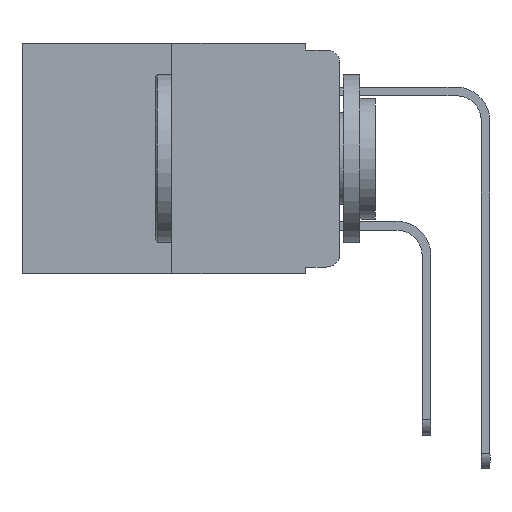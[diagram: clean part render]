
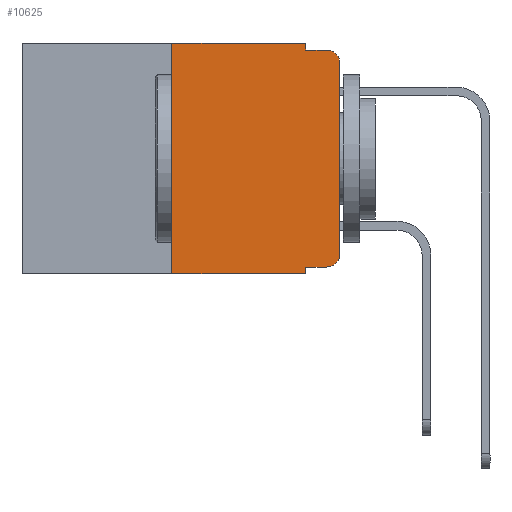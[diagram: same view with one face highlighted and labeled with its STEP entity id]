
A CAD part, left-side view. The second image highlights one B-rep face of the part: STEP entity #10625.
In plain terms, the highlighted planar face has unit normal (-1, 0, 0).
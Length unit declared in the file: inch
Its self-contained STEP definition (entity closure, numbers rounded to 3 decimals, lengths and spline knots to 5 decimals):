
#546 = EDGE_CURVE ( 'NONE', #8820, #6684, #6841, .T. ) ;
#628 = VERTEX_POINT ( 'NONE', #8027 ) ;
#925 = CARTESIAN_POINT ( 'NONE',  ( 0., 0., -0.03 ) ) ;
#1061 = VERTEX_POINT ( 'NONE', #9294 ) ;
#1077 = DIRECTION ( 'NONE',  ( -1., 0., 0. ) ) ;
#1493 = VECTOR ( 'NONE', #9536, 39.37008 ) ;
#1669 = EDGE_CURVE ( 'NONE', #9670, #2815, #4192, .T. ) ;
#1799 = DIRECTION ( 'NONE',  ( 0., -1., 0. ) ) ;
#2172 = VECTOR ( 'NONE', #5138, 39.37008 ) ;
#2283 = LINE ( 'NONE', #6074, #2172 ) ;
#2285 = AXIS2_PLACEMENT_3D ( 'NONE', #2823, #7668, #4934 ) ;
#2295 = CARTESIAN_POINT ( 'NONE',  ( 0., 0.051, -0.343 ) ) ;
#2588 = DIRECTION ( 'NONE',  ( 0., 0., 1. ) ) ;
#2775 = VERTEX_POINT ( 'NONE', #5020 ) ;
#2815 = VERTEX_POINT ( 'NONE', #10301 ) ;
#2823 = CARTESIAN_POINT ( 'NONE',  ( 0., 0.473, 0. ) ) ;
#2874 = EDGE_CURVE ( 'NONE', #628, #2815, #2283, .T. ) ;
#2995 = FACE_OUTER_BOUND ( 'NONE', #7214, .T. ) ;
#3143 = ORIENTED_EDGE ( 'NONE', *, *, #1669, .T. ) ;
#3601 = ORIENTED_EDGE ( 'NONE', *, *, #546, .F. ) ;
#3617 = CARTESIAN_POINT ( 'NONE',  ( 0., 0.25, 0. ) ) ;
#3750 = CARTESIAN_POINT ( 'NONE',  ( 0., 0.473, -0.343 ) ) ;
#4192 = CIRCLE ( 'NONE', #9554, 0.02 ) ;
#4686 = VERTEX_POINT ( 'NONE', #3617 ) ;
#4934 = DIRECTION ( 'NONE',  ( 0., 0., -1. ) ) ;
#4938 = DIRECTION ( 'NONE',  ( -1., 0., 0. ) ) ;
#5020 = CARTESIAN_POINT ( 'NONE',  ( 0., 0., -0.313 ) ) ;
#5028 = ORIENTED_EDGE ( 'NONE', *, *, #5591, .F. ) ;
#5104 = CARTESIAN_POINT ( 'NONE',  ( 0., 0.051, 0. ) ) ;
#5135 = VECTOR ( 'NONE', #7119, 39.37008 ) ;
#5138 = DIRECTION ( 'NONE',  ( 0., -1., 0. ) ) ;
#5164 = CARTESIAN_POINT ( 'NONE',  ( 0., 0., 0. ) ) ;
#5190 = LINE ( 'NONE', #10866, #11711 ) ;
#5425 = EDGE_CURVE ( 'NONE', #4686, #5773, #5190, .T. ) ;
#5455 = EDGE_CURVE ( 'NONE', #5773, #628, #10805, .T. ) ;
#5591 = EDGE_CURVE ( 'NONE', #1061, #4686, #7485, .T. ) ;
#5651 = CARTESIAN_POINT ( 'NONE',  ( 0., 0.051, -0.333 ) ) ;
#5751 = EDGE_CURVE ( 'NONE', #9958, #2775, #9517, .T. ) ;
#5773 = VERTEX_POINT ( 'NONE', #6853 ) ;
#6007 = ORIENTED_EDGE ( 'NONE', *, *, #6374, .T. ) ;
#6037 = LINE ( 'NONE', #5164, #6523 ) ;
#6074 = CARTESIAN_POINT ( 'NONE',  ( 0., 0.051, -0.01 ) ) ;
#6374 = EDGE_CURVE ( 'NONE', #2775, #9670, #6037, .T. ) ;
#6523 = VECTOR ( 'NONE', #11843, 39.37008 ) ;
#6684 = VERTEX_POINT ( 'NONE', #2295 ) ;
#6841 = LINE ( 'NONE', #5104, #9980 ) ;
#6848 = PLANE ( 'NONE',  #2285 ) ;
#6853 = CARTESIAN_POINT ( 'NONE',  ( 0., 0.051, 0. ) ) ;
#6899 = ORIENTED_EDGE ( 'NONE', *, *, #5455, .F. ) ;
#6929 = VECTOR ( 'NONE', #2588, 39.37008 ) ;
#7041 = ORIENTED_EDGE ( 'NONE', *, *, #5751, .T. ) ;
#7119 = DIRECTION ( 'NONE',  ( 0., 0., -1. ) ) ;
#7214 = EDGE_LOOP ( 'NONE', ( #6007, #3143, #11399, #6899, #9778, #5028, #12180, #3601, #7914, #7041 ) ) ;
#7453 = LINE ( 'NONE', #5651, #7667 ) ;
#7485 = LINE ( 'NONE', #10307, #6929 ) ;
#7667 = VECTOR ( 'NONE', #1799, 39.37008 ) ;
#7668 = DIRECTION ( 'NONE',  ( 1., 0., 0. ) ) ;
#7733 = CARTESIAN_POINT ( 'NONE',  ( 0., 0.02, -0.313 ) ) ;
#7914 = ORIENTED_EDGE ( 'NONE', *, *, #11726, .T. ) ;
#7916 = AXIS2_PLACEMENT_3D ( 'NONE', #7733, #4938, #8725 ) ;
#7938 = CARTESIAN_POINT ( 'NONE',  ( 0., 0.02, -0.333 ) ) ;
#8027 = CARTESIAN_POINT ( 'NONE',  ( 0., 0.051, -0.01 ) ) ;
#8725 = DIRECTION ( 'NONE',  ( 0., 0., -1. ) ) ;
#8820 = VERTEX_POINT ( 'NONE', #9300 ) ;
#8857 = CARTESIAN_POINT ( 'NONE',  ( 0., 0.051, 0. ) ) ;
#8891 = DIRECTION ( 'NONE',  ( 0., 0., -1. ) ) ;
#9294 = CARTESIAN_POINT ( 'NONE',  ( 0., 0.25, -0.343 ) ) ;
#9300 = CARTESIAN_POINT ( 'NONE',  ( 0., 0.051, -0.333 ) ) ;
#9517 = CIRCLE ( 'NONE', #7916, 0.02 ) ;
#9536 = DIRECTION ( 'NONE',  ( 0., -1., 0. ) ) ;
#9554 = AXIS2_PLACEMENT_3D ( 'NONE', #12283, #1077, #10468 ) ;
#9670 = VERTEX_POINT ( 'NONE', #925 ) ;
#9778 = ORIENTED_EDGE ( 'NONE', *, *, #5425, .F. ) ;
#9958 = VERTEX_POINT ( 'NONE', #7938 ) ;
#9980 = VECTOR ( 'NONE', #8891, 39.37008 ) ;
#10301 = CARTESIAN_POINT ( 'NONE',  ( 0., 0.02, -0.01 ) ) ;
#10307 = CARTESIAN_POINT ( 'NONE',  ( 0., 0.25, 0. ) ) ;
#10468 = DIRECTION ( 'NONE',  ( 0., 0., -1. ) ) ;
#10593 = LINE ( 'NONE', #3750, #1493 ) ;
#10625 = ADVANCED_FACE ( 'NONE', ( #2995 ), #6848, .F. ) ;
#10710 = EDGE_CURVE ( 'NONE', #1061, #6684, #10593, .T. ) ;
#10805 = LINE ( 'NONE', #8857, #5135 ) ;
#10866 = CARTESIAN_POINT ( 'NONE',  ( 0., 0.473, 0. ) ) ;
#10925 = DIRECTION ( 'NONE',  ( 0., -1., 0. ) ) ;
#11399 = ORIENTED_EDGE ( 'NONE', *, *, #2874, .F. ) ;
#11711 = VECTOR ( 'NONE', #10925, 39.37008 ) ;
#11726 = EDGE_CURVE ( 'NONE', #8820, #9958, #7453, .T. ) ;
#11843 = DIRECTION ( 'NONE',  ( 0., 0., 1. ) ) ;
#12180 = ORIENTED_EDGE ( 'NONE', *, *, #10710, .T. ) ;
#12283 = CARTESIAN_POINT ( 'NONE',  ( 0., 0.02, -0.03 ) ) ;
